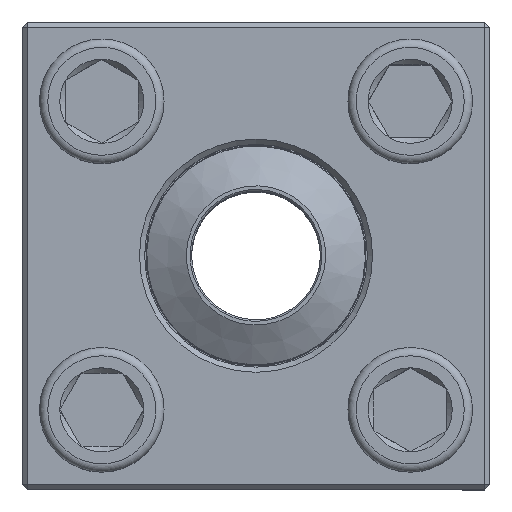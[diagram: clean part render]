
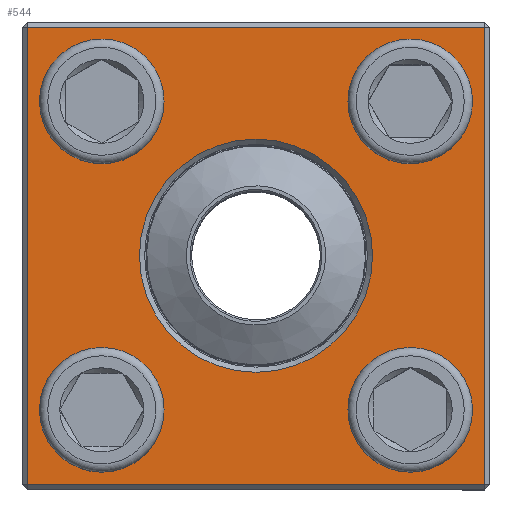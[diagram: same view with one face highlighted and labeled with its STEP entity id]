
A CAD part, top view. The second image highlights one B-rep face of the part: STEP entity #544.
In plain terms, the highlighted planar face has unit normal (0, 0, 1).
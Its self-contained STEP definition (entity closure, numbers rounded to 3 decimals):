
#311=FACE_BOUND('',#777,.T.);
#312=FACE_BOUND('',#778,.T.);
#313=FACE_BOUND('',#779,.T.);
#314=FACE_BOUND('',#780,.T.);
#315=FACE_BOUND('',#781,.T.);
#316=FACE_BOUND('',#782,.T.);
#450=CIRCLE('',#1791,22.45);
#451=CIRCLE('',#1792,9.);
#452=CIRCLE('',#1793,9.);
#453=CIRCLE('',#1794,9.);
#454=CIRCLE('',#1795,9.);
#544=ADVANCED_FACE('',(#311,#312,#313,#314,#315,#316),#668,.F.);
#668=PLANE('',#1796);
#777=EDGE_LOOP('',(#983));
#778=EDGE_LOOP('',(#984,#985,#986,#987));
#779=EDGE_LOOP('',(#988));
#780=EDGE_LOOP('',(#989));
#781=EDGE_LOOP('',(#990));
#782=EDGE_LOOP('',(#991));
#983=ORIENTED_EDGE('',*,*,#1484,.T.);
#984=ORIENTED_EDGE('',*,*,#1485,.T.);
#985=ORIENTED_EDGE('',*,*,#1486,.T.);
#986=ORIENTED_EDGE('',*,*,#1487,.T.);
#987=ORIENTED_EDGE('',*,*,#1488,.T.);
#988=ORIENTED_EDGE('',*,*,#1489,.T.);
#989=ORIENTED_EDGE('',*,*,#1490,.T.);
#990=ORIENTED_EDGE('',*,*,#1491,.T.);
#991=ORIENTED_EDGE('',*,*,#1492,.T.);
#1355=VERTEX_POINT('',#2574);
#1356=VERTEX_POINT('',#2576);
#1357=VERTEX_POINT('',#2577);
#1358=VERTEX_POINT('',#2579);
#1359=VERTEX_POINT('',#2581);
#1360=VERTEX_POINT('',#2584);
#1361=VERTEX_POINT('',#2586);
#1362=VERTEX_POINT('',#2588);
#1363=VERTEX_POINT('',#2590);
#1484=EDGE_CURVE('',#1355,#1355,#450,.T.);
#1485=EDGE_CURVE('',#1356,#1357,#1670,.T.);
#1486=EDGE_CURVE('',#1357,#1358,#1671,.T.);
#1487=EDGE_CURVE('',#1358,#1359,#1672,.T.);
#1488=EDGE_CURVE('',#1359,#1356,#1673,.T.);
#1489=EDGE_CURVE('',#1360,#1360,#451,.T.);
#1490=EDGE_CURVE('',#1361,#1361,#452,.T.);
#1491=EDGE_CURVE('',#1362,#1362,#453,.T.);
#1492=EDGE_CURVE('',#1363,#1363,#454,.T.);
#1670=LINE('',#2575,#1736);
#1671=LINE('',#2578,#1737);
#1672=LINE('',#2580,#1738);
#1673=LINE('',#2582,#1739);
#1736=VECTOR('',#2042,1.);
#1737=VECTOR('',#2043,1.);
#1738=VECTOR('',#2044,1.);
#1739=VECTOR('',#2045,1.);
#1791=AXIS2_PLACEMENT_3D('',#2573,#2040,#2041);
#1792=AXIS2_PLACEMENT_3D('',#2583,#2046,#2047);
#1793=AXIS2_PLACEMENT_3D('',#2585,#2048,#2049);
#1794=AXIS2_PLACEMENT_3D('',#2587,#2050,#2051);
#1795=AXIS2_PLACEMENT_3D('',#2589,#2052,#2053);
#1796=AXIS2_PLACEMENT_3D('',#2591,#2054,#2055);
#2040=DIRECTION('',(0.,0.,-1.));
#2041=DIRECTION('',(-1.,0.,0.));
#2042=DIRECTION('',(-1.,0.,0.));
#2043=DIRECTION('',(0.,-1.,0.));
#2044=DIRECTION('',(1.,0.,0.));
#2045=DIRECTION('',(0.,1.,0.));
#2046=DIRECTION('',(0.,0.,-1.));
#2047=DIRECTION('',(-1.,0.,0.));
#2048=DIRECTION('',(0.,0.,-1.));
#2049=DIRECTION('',(-1.,0.,0.));
#2050=DIRECTION('',(0.,0.,-1.));
#2051=DIRECTION('',(-1.,0.,0.));
#2052=DIRECTION('',(0.,0.,-1.));
#2053=DIRECTION('',(-1.,0.,0.));
#2054=DIRECTION('',(0.,0.,-1.));
#2055=DIRECTION('',(-1.,0.,0.));
#2573=CARTESIAN_POINT('',(0.,0.,32.));
#2574=CARTESIAN_POINT('',(-22.45,0.,32.));
#2575=CARTESIAN_POINT('',(-45.,44.,32.));
#2576=CARTESIAN_POINT('',(44.,44.,32.));
#2577=CARTESIAN_POINT('',(-44.,44.,32.));
#2578=CARTESIAN_POINT('',(-44.,-45.,32.));
#2579=CARTESIAN_POINT('',(-44.,-44.,32.));
#2580=CARTESIAN_POINT('',(45.,-44.,32.));
#2581=CARTESIAN_POINT('',(44.,-44.,32.));
#2582=CARTESIAN_POINT('',(44.,45.,32.));
#2583=CARTESIAN_POINT('',(-29.698,-29.698,32.));
#2584=CARTESIAN_POINT('',(-38.698,-29.698,32.));
#2585=CARTESIAN_POINT('',(-29.698,29.698,32.));
#2586=CARTESIAN_POINT('',(-38.698,29.698,32.));
#2587=CARTESIAN_POINT('',(29.698,29.698,32.));
#2588=CARTESIAN_POINT('',(20.698,29.698,32.));
#2589=CARTESIAN_POINT('',(29.698,-29.698,32.));
#2590=CARTESIAN_POINT('',(20.698,-29.698,32.));
#2591=CARTESIAN_POINT('',(0.,0.,32.));
